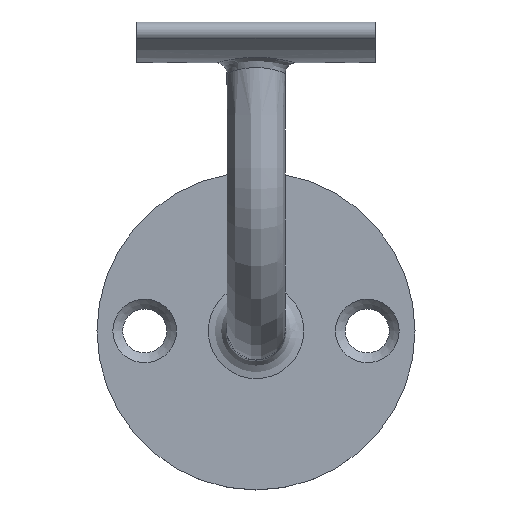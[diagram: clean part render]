
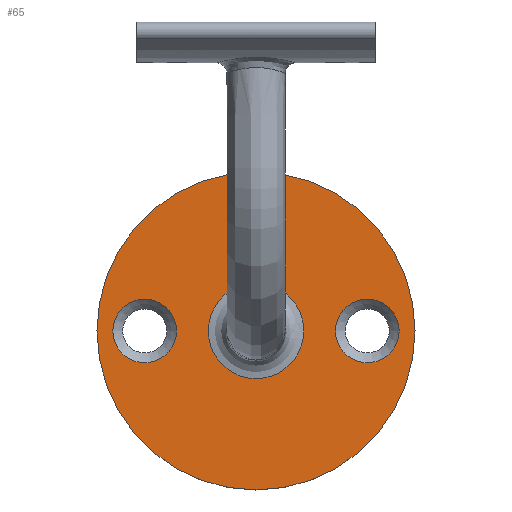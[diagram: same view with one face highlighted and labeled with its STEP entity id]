
A CAD part, top view. The second image highlights one B-rep face of the part: STEP entity #65.
In plain terms, the highlighted planar face has unit normal (0, 0, 1).
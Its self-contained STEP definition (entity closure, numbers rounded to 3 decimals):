
#50=PLANE('',#330);
#65=ADVANCED_FACE('',(#120,#121,#122,#123),#50,.T.);
#99=CIRCLE('',#327,6.);
#100=CIRCLE('',#328,6.);
#101=CIRCLE('',#329,30.);
#120=FACE_BOUND('',#158,.T.);
#121=FACE_BOUND('',#159,.T.);
#122=FACE_BOUND('',#160,.T.);
#123=FACE_BOUND('',#161,.T.);
#158=EDGE_LOOP('',(#214));
#159=EDGE_LOOP('',(#215));
#160=EDGE_LOOP('',(#216));
#161=EDGE_LOOP('',(#217));
#214=ORIENTED_EDGE('',*,*,#278,.T.);
#215=ORIENTED_EDGE('',*,*,#279,.T.);
#216=ORIENTED_EDGE('',*,*,#280,.T.);
#217=ORIENTED_EDGE('',*,*,#281,.T.);
#250=VERTEX_POINT('',#1530);
#251=VERTEX_POINT('',#1532);
#252=VERTEX_POINT('',#1534);
#253=VERTEX_POINT('',#1536);
#278=EDGE_CURVE('',#250,#250,#294,.T.);
#279=EDGE_CURVE('',#251,#251,#99,.T.);
#280=EDGE_CURVE('',#252,#252,#100,.T.);
#281=EDGE_CURVE('',#253,#253,#101,.T.);
#294=B_SPLINE_CURVE_WITH_KNOTS('',3,(#1440,#1441,#1442,#1443,#1444,#1445,
#1446,#1447,#1448,#1449,#1450,#1451,#1452,#1453,#1454,#1455,#1456,#1457,
#1458,#1459,#1460,#1461,#1462,#1463,#1464,#1465,#1466,#1467,#1468,#1469,
#1470,#1471,#1472,#1473,#1474,#1475,#1476,#1477,#1478,#1479,#1480,#1481,
#1482,#1483,#1484,#1485,#1486,#1487,#1488,#1489,#1490,#1491,#1492,#1493,
#1494,#1495,#1496,#1497,#1498,#1499,#1500,#1501,#1502,#1503,#1504,#1505,
#1506,#1507,#1508,#1509,#1510,#1511,#1512,#1513,#1514,#1515,#1516,#1517,
#1518,#1519,#1520,#1521,#1522,#1523,#1524,#1525,#1526,#1527,#1528,#1529),
 .UNSPECIFIED.,.T.,.F.,(2,2,2,2,2,2,2,2,2,2,2,2,2,2,2,2,2,2,2,2,2,2,2,2,
2,2,2,2,2,2,2,2,2,2,2,2,2,2,2,2,2,2,2,2,2,2,2),(-0.016,0.,0.031,
0.063,0.078,0.094,0.125,0.156,
0.188,0.203,0.219,0.25,0.281,0.297,0.313,0.344,
0.359,0.375,0.406,0.422,0.438,0.453,0.469,0.5,0.531,
0.547,0.563,0.594,0.609,0.625,0.656,0.688,0.703,0.719,
0.75,0.781,0.813,0.828,0.844,0.875,0.906,0.922,0.938,0.969,
0.984,1.,1.031),.UNSPECIFIED.);
#327=AXIS2_PLACEMENT_3D('',#1531,#382,#383);
#328=AXIS2_PLACEMENT_3D('',#1533,#384,#385);
#329=AXIS2_PLACEMENT_3D('',#1535,#386,#387);
#330=AXIS2_PLACEMENT_3D('',#1537,#388,#389);
#382=DIRECTION('',(0.,0.,-1.));
#383=DIRECTION('',(1.,0.,0.));
#384=DIRECTION('',(0.,0.,-1.));
#385=DIRECTION('',(1.,0.,0.));
#386=DIRECTION('',(0.,0.,1.));
#387=DIRECTION('',(1.,0.,0.));
#388=DIRECTION('',(0.,0.,1.));
#389=DIRECTION('',(1.,0.,0.));
#1440=CARTESIAN_POINT('',(9.,0.297,4.));
#1441=CARTESIAN_POINT('',(9.,-0.594,4.));
#1442=CARTESIAN_POINT('',(8.941,-1.182,4.));
#1443=CARTESIAN_POINT('',(8.709,-2.347,4.));
#1444=CARTESIAN_POINT('',(8.537,-2.911,4.));
#1445=CARTESIAN_POINT('',(8.199,-3.722,4.));
#1446=CARTESIAN_POINT('',(8.073,-3.987,4.));
#1447=CARTESIAN_POINT('',(7.794,-4.507,4.));
#1448=CARTESIAN_POINT('',(7.64,-4.762,4.));
#1449=CARTESIAN_POINT('',(7.148,-5.498,4.));
#1450=CARTESIAN_POINT('',(6.776,-5.952,4.));
#1451=CARTESIAN_POINT('',(5.946,-6.782,4.));
#1452=CARTESIAN_POINT('',(5.481,-7.161,4.));
#1453=CARTESIAN_POINT('',(4.503,-7.812,4.));
#1454=CARTESIAN_POINT('',(3.986,-8.09,4.));
#1455=CARTESIAN_POINT('',(3.168,-8.429,4.));
#1456=CARTESIAN_POINT('',(2.887,-8.53,4.));
#1457=CARTESIAN_POINT('',(2.322,-8.7,4.));
#1458=CARTESIAN_POINT('',(2.037,-8.771,4.));
#1459=CARTESIAN_POINT('',(1.175,-8.942,4.));
#1460=CARTESIAN_POINT('',(0.588,-9.,4.));
#1461=CARTESIAN_POINT('',(-0.599,-9.,4.));
#1462=CARTESIAN_POINT('',(-1.184,-8.941,4.));
#1463=CARTESIAN_POINT('',(-2.046,-8.769,4.));
#1464=CARTESIAN_POINT('',(-2.332,-8.698,4.));
#1465=CARTESIAN_POINT('',(-2.898,-8.526,4.));
#1466=CARTESIAN_POINT('',(-3.178,-8.425,4.));
#1467=CARTESIAN_POINT('',(-3.995,-8.085,4.));
#1468=CARTESIAN_POINT('',(-4.511,-7.808,4.));
#1469=CARTESIAN_POINT('',(-5.245,-7.318,4.));
#1470=CARTESIAN_POINT('',(-5.484,-7.141,4.));
#1471=CARTESIAN_POINT('',(-5.942,-6.765,4.));
#1472=CARTESIAN_POINT('',(-6.161,-6.568,4.));
#1473=CARTESIAN_POINT('',(-6.782,-5.945,4.));
#1474=CARTESIAN_POINT('',(-7.154,-5.491,4.));
#1475=CARTESIAN_POINT('',(-7.647,-4.752,4.));
#1476=CARTESIAN_POINT('',(-7.8,-4.497,4.));
#1477=CARTESIAN_POINT('',(-8.077,-3.978,4.));
#1478=CARTESIAN_POINT('',(-8.203,-3.713,4.));
#1479=CARTESIAN_POINT('',(-8.428,-3.172,4.));
#1480=CARTESIAN_POINT('',(-8.526,-2.896,4.));
#1481=CARTESIAN_POINT('',(-8.698,-2.332,4.));
#1482=CARTESIAN_POINT('',(-8.77,-2.043,4.));
#1483=CARTESIAN_POINT('',(-8.943,-1.173,4.));
#1484=CARTESIAN_POINT('',(-9.,-0.59,4.));
#1485=CARTESIAN_POINT('',(-9.,0.585,4.));
#1486=CARTESIAN_POINT('',(-8.942,1.18,4.));
#1487=CARTESIAN_POINT('',(-8.768,2.049,4.));
#1488=CARTESIAN_POINT('',(-8.696,2.336,4.));
#1489=CARTESIAN_POINT('',(-8.524,2.904,4.));
#1490=CARTESIAN_POINT('',(-8.423,3.183,4.));
#1491=CARTESIAN_POINT('',(-8.084,3.998,4.));
#1492=CARTESIAN_POINT('',(-7.806,4.514,4.));
#1493=CARTESIAN_POINT('',(-7.315,5.249,4.));
#1494=CARTESIAN_POINT('',(-7.138,5.488,4.));
#1495=CARTESIAN_POINT('',(-6.763,5.945,4.));
#1496=CARTESIAN_POINT('',(-6.565,6.163,4.));
#1497=CARTESIAN_POINT('',(-5.943,6.784,4.));
#1498=CARTESIAN_POINT('',(-5.489,7.155,4.));
#1499=CARTESIAN_POINT('',(-4.502,7.813,4.));
#1500=CARTESIAN_POINT('',(-3.982,8.091,4.));
#1501=CARTESIAN_POINT('',(-3.171,8.428,4.));
#1502=CARTESIAN_POINT('',(-2.894,8.527,4.));
#1503=CARTESIAN_POINT('',(-2.33,8.698,4.));
#1504=CARTESIAN_POINT('',(-2.041,8.77,4.));
#1505=CARTESIAN_POINT('',(-1.172,8.943,4.));
#1506=CARTESIAN_POINT('',(-0.589,9.,4.));
#1507=CARTESIAN_POINT('',(0.586,9.,4.));
#1508=CARTESIAN_POINT('',(1.182,8.941,4.));
#1509=CARTESIAN_POINT('',(2.333,8.712,4.));
#1510=CARTESIAN_POINT('',(2.894,8.543,4.));
#1511=CARTESIAN_POINT('',(3.712,8.203,4.));
#1512=CARTESIAN_POINT('',(3.982,8.075,4.));
#1513=CARTESIAN_POINT('',(4.502,7.797,4.));
#1514=CARTESIAN_POINT('',(4.753,7.646,4.));
#1515=CARTESIAN_POINT('',(5.485,7.158,4.));
#1516=CARTESIAN_POINT('',(5.942,6.785,4.));
#1517=CARTESIAN_POINT('',(6.781,5.947,4.));
#1518=CARTESIAN_POINT('',(7.152,5.492,4.));
#1519=CARTESIAN_POINT('',(7.641,4.761,4.));
#1520=CARTESIAN_POINT('',(7.793,4.509,4.));
#1521=CARTESIAN_POINT('',(8.073,3.987,4.));
#1522=CARTESIAN_POINT('',(8.201,3.719,4.));
#1523=CARTESIAN_POINT('',(8.539,2.903,4.));
#1524=CARTESIAN_POINT('',(8.709,2.343,4.));
#1525=CARTESIAN_POINT('',(8.882,1.477,4.));
#1526=CARTESIAN_POINT('',(8.926,1.184,4.));
#1527=CARTESIAN_POINT('',(8.985,0.593,4.));
#1528=CARTESIAN_POINT('',(9.,0.297,4.));
#1529=CARTESIAN_POINT('',(9.,-0.594,4.));
#1530=CARTESIAN_POINT('',(9.,0.,4.));
#1531=CARTESIAN_POINT('',(-21.,0.,4.));
#1532=CARTESIAN_POINT('',(-15.,0.,4.));
#1533=CARTESIAN_POINT('',(21.,0.,4.));
#1534=CARTESIAN_POINT('',(27.,0.,4.));
#1535=CARTESIAN_POINT('',(0.,0.,4.));
#1536=CARTESIAN_POINT('',(30.,0.,4.));
#1537=CARTESIAN_POINT('',(-10.5,0.,4.));
